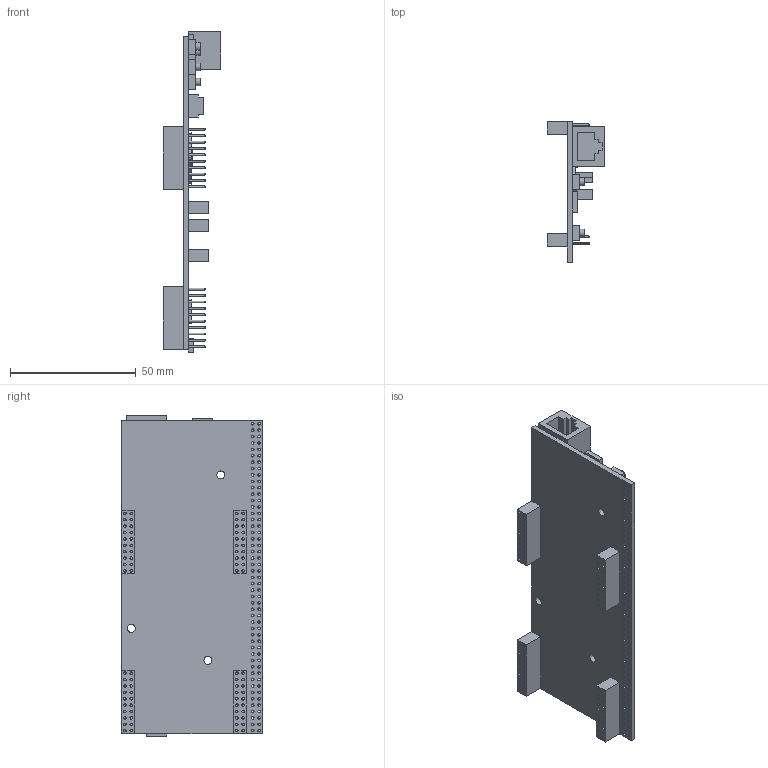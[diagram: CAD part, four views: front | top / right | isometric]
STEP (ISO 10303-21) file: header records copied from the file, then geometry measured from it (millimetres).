
FILE_DESCRIPTION(/* description */ (''),/* implementation_level */ '2;1');
FILE_NAME(/* name */ 'TivaC.stp',/* time_stamp */ '2018-08-24T06:57:52+02:00',/* author */ ('Mohamed Dawoud'),/* organization */ (''),/* preprocessor_version */ 'ST-DEVELOPER v16.5',/* originating_system */ 'Autodesk Inventor 2017',/* authorisation */ '');
FILE_SCHEMA (('AUTOMOTIVE_DESIGN { 1 0 10303 214 3 1 1 }'));
Length unit declared in the file: millimetre
Products named in the file (1): TivaC
Bounding box: 23 x 55.88 x 127.46 mm (x, y, z)
Volume: 21480.3 mm3; surface area: 23531.8 mm2
Topology: 1 solids, 1 shells, 1030 faces, 2332 edges, 1526 vertices
Faces by surface type: plane 539, cylinder 297, bspline 114, cone 80
Full cylindrical faces by diameter (mm): 0.75 x80, 1 x178, 3 x4, 3.175 x3
Entity records: 28645 total; most frequent: CARTESIAN_POINT 6030, DIRECTION 4267, ORIENTED_EDGE 3974, EDGE_CURVE 1987, EDGE_LOOP 1799, AXIS2_PLACEMENT_3D 1591, VERTEX_POINT 1526, LINE 1085
